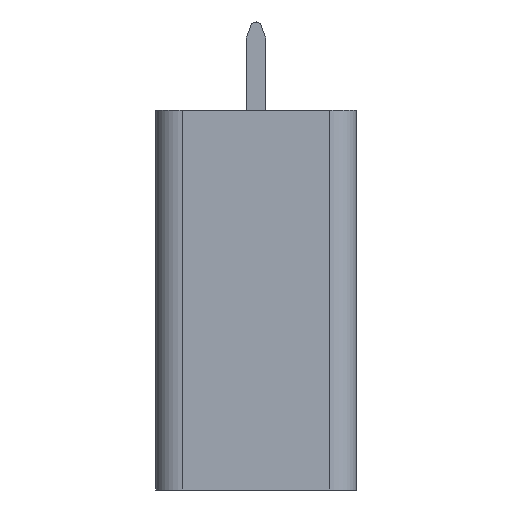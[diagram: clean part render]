
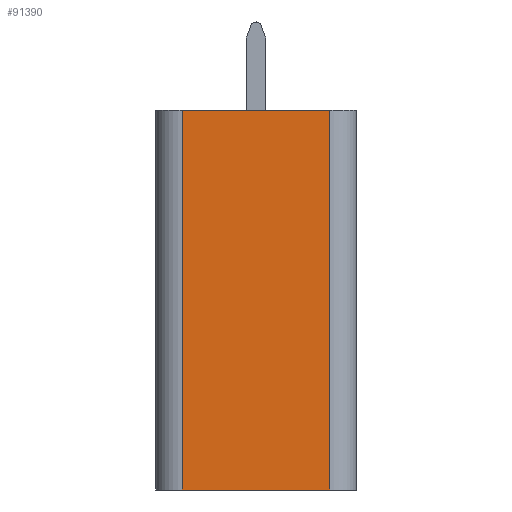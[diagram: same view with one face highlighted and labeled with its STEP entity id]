
A CAD part, left-side view. The second image highlights one B-rep face of the part: STEP entity #91390.
In plain terms, the highlighted planar face has unit normal (-1, 0, 0).
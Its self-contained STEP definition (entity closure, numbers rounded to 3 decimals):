
#210=CARTESIAN_POINT('',(-15.922,32.385,0.));
#220=VERTEX_POINT('',#210);
#250=CARTESIAN_POINT('',(-15.922,0.,0.));
#260=DIRECTION('',(0.,1.,0.));
#270=VECTOR('',#260,1.);
#280=LINE('',#250,#270);
#290=CARTESIAN_POINT('',(-15.922,26.885,0.));
#300=VERTEX_POINT('',#290);
#310=EDGE_CURVE('',#300,#220,#280,.T.);
#9990=CARTESIAN_POINT('',(-15.922,26.885,14.2));
#10000=VERTEX_POINT('',#9990);
#10030=CARTESIAN_POINT('',(-15.922,0.,14.2));
#10040=DIRECTION('',(0.,1.,0.));
#10050=VECTOR('',#10040,1.);
#10060=LINE('',#10030,#10050);
#10070=CARTESIAN_POINT('',(-15.922,32.385,14.2));
#10080=VERTEX_POINT('',#10070);
#10090=EDGE_CURVE('',#10000,#10080,#10060,.T.);
#17280=CARTESIAN_POINT('',(-15.922,26.885,0.));
#17290=DIRECTION('',(0.,0.,1.));
#17300=VECTOR('',#17290,1.);
#17310=LINE('',#17280,#17300);
#17320=EDGE_CURVE('',#300,#10000,#17310,.T.);
#91180=CARTESIAN_POINT('',(-15.922,32.385,0.));
#91190=DIRECTION('',(0.,0.,1.));
#91200=VECTOR('',#91190,1.);
#91210=LINE('',#91180,#91200);
#91220=EDGE_CURVE('',#220,#10080,#91210,.T.);
#91280=CARTESIAN_POINT('',(-15.922,26.885,0.));
#91290=DIRECTION('',(-1.,0.,0.));
#91300=DIRECTION('',(0.,1.,0.));
#91310=AXIS2_PLACEMENT_3D('',#91280,#91290,#91300);
#91320=PLANE('',#91310);
#91330=ORIENTED_EDGE('',*,*,#91220,.F.);
#91340=ORIENTED_EDGE('',*,*,#10090,.T.);
#91350=ORIENTED_EDGE('',*,*,#17320,.T.);
#91360=ORIENTED_EDGE('',*,*,#310,.F.);
#91370=EDGE_LOOP('',(#91360,#91350,#91340,#91330));
#91380=FACE_OUTER_BOUND('',#91370,.T.);
#91390=ADVANCED_FACE('',(#91380),#91320,.T.);
